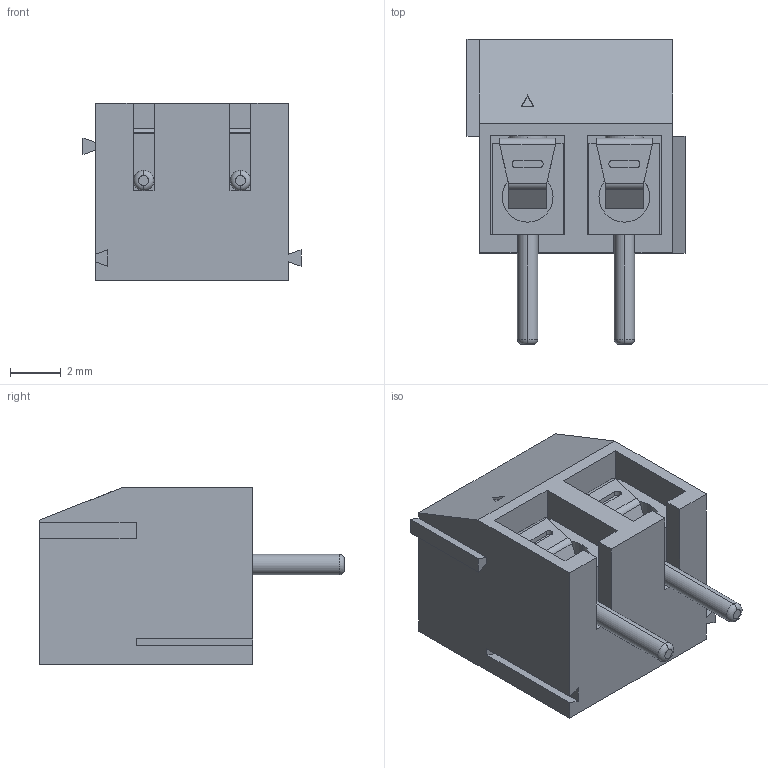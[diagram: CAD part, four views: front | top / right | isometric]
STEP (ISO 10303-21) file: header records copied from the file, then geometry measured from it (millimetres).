
FILE_DESCRIPTION (( 'STEP AP214' ), '1' );
FILE_NAME ('DG340-3.81-02P-12-00AH.STEP', '2021-01-18T22:38:34', ( '' ), ( '' ), 'SwSTEP 2.0', 'SolidWorks 2020', '' );
FILE_SCHEMA (( 'AUTOMOTIVE_DESIGN' ));
Length unit declared in the file: millimetre
Products named in the file (1): DG340-3.81-02P-12-00AH
Bounding box: 8.58 x 12 x 7 mm (x, y, z)
Volume: 355.3 mm3; surface area: 800 mm2
Topology: 1 solids, 1 shells, 433 faces, 1145 edges, 752 vertices
Faces by surface type: plane 227, bspline 148, cylinder 36, torus 18, cone 4
Entity records: 24751 total; most frequent: CARTESIAN_POINT 10983, ORIENTED_EDGE 2290, DIRECTION 1521, EDGE_CURVE 1145, VERTEX_POINT 752, LINE 717, VECTOR 717, EDGE_LOOP 477
